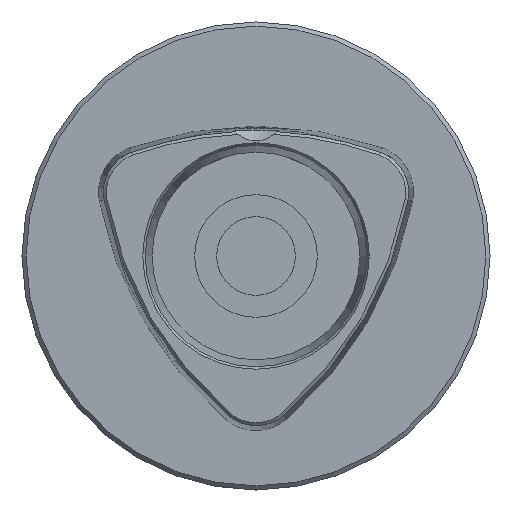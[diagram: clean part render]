
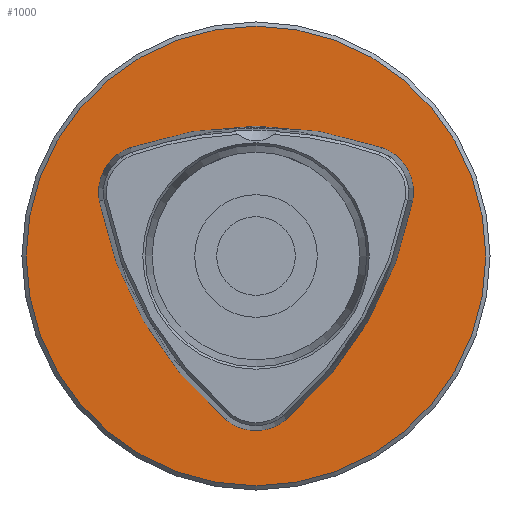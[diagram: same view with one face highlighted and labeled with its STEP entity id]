
A CAD part, left-side view. The second image highlights one B-rep face of the part: STEP entity #1000.
In plain terms, the highlighted planar face has unit normal (-1, 0, 0).
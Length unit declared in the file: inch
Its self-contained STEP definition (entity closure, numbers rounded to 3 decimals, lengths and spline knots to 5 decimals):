
#26=FACE_BOUND('',#299,.T.);
#232=FACE_OUTER_BOUND('',#298,.T.);
#298=EDGE_LOOP('',(#816));
#299=EDGE_LOOP('',(#817,#818,#819,#820,#821,#822));
#364=CIRCLE('',#1127,1.218);
#365=CIRCLE('',#1129,0.25);
#366=CIRCLE('',#1130,2.);
#367=CIRCLE('',#1131,0.25);
#368=CIRCLE('',#1132,2.);
#369=CIRCLE('',#1133,0.25);
#370=CIRCLE('',#1134,2.);
#455=VERTEX_POINT('',#1730);
#456=VERTEX_POINT('',#1734);
#457=VERTEX_POINT('',#1735);
#458=VERTEX_POINT('',#1737);
#459=VERTEX_POINT('',#1739);
#460=VERTEX_POINT('',#1741);
#461=VERTEX_POINT('',#1743);
#579=EDGE_CURVE('',#455,#455,#364,.T.);
#581=EDGE_CURVE('',#456,#457,#365,.T.);
#582=EDGE_CURVE('',#458,#456,#366,.T.);
#583=EDGE_CURVE('',#459,#458,#367,.T.);
#584=EDGE_CURVE('',#460,#459,#368,.T.);
#585=EDGE_CURVE('',#461,#460,#369,.T.);
#586=EDGE_CURVE('',#457,#461,#370,.T.);
#816=ORIENTED_EDGE('',*,*,#579,.F.);
#817=ORIENTED_EDGE('',*,*,#581,.F.);
#818=ORIENTED_EDGE('',*,*,#582,.F.);
#819=ORIENTED_EDGE('',*,*,#583,.F.);
#820=ORIENTED_EDGE('',*,*,#584,.F.);
#821=ORIENTED_EDGE('',*,*,#585,.F.);
#822=ORIENTED_EDGE('',*,*,#586,.F.);
#960=PLANE('',#1128);
#1000=ADVANCED_FACE('',(#232,#26),#960,.F.);
#1127=AXIS2_PLACEMENT_3D('',#1731,#1395,#1396);
#1128=AXIS2_PLACEMENT_3D('',#1733,#1398,#1399);
#1129=AXIS2_PLACEMENT_3D('',#1736,#1400,#1401);
#1130=AXIS2_PLACEMENT_3D('',#1738,#1402,#1403);
#1131=AXIS2_PLACEMENT_3D('',#1740,#1404,#1405);
#1132=AXIS2_PLACEMENT_3D('',#1742,#1406,#1407);
#1133=AXIS2_PLACEMENT_3D('',#1744,#1408,#1409);
#1134=AXIS2_PLACEMENT_3D('',#1745,#1410,#1411);
#1395=DIRECTION('center_axis',(1.,0.,0.));
#1396=DIRECTION('ref_axis',(0.,0.,1.));
#1398=DIRECTION('center_axis',(1.,0.,0.));
#1399=DIRECTION('ref_axis',(0.,0.,-1.));
#1400=DIRECTION('center_axis',(-1.,0.,0.));
#1401=DIRECTION('ref_axis',(0.,0.,1.));
#1402=DIRECTION('center_axis',(-1.,0.,0.));
#1403=DIRECTION('ref_axis',(0.,0.,-1.));
#1404=DIRECTION('center_axis',(-1.,0.,0.));
#1405=DIRECTION('ref_axis',(0.,0.,-1.));
#1406=DIRECTION('center_axis',(-1.,0.,0.));
#1407=DIRECTION('ref_axis',(0.,0.,-1.));
#1408=DIRECTION('center_axis',(-1.,0.,0.));
#1409=DIRECTION('ref_axis',(0.,0.,-1.));
#1410=DIRECTION('center_axis',(-1.,0.,0.));
#1411=DIRECTION('ref_axis',(0.,0.,1.));
#1730=CARTESIAN_POINT('',(0.,0.,-1.218));
#1731=CARTESIAN_POINT('Origin',(0.,0.,0.));
#1733=CARTESIAN_POINT('Origin',(0.,0.325,0.));
#1734=CARTESIAN_POINT('',(0.,0.16232,-0.86514));
#1735=CARTESIAN_POINT('',(0.,-0.16232,-0.86514));
#1736=CARTESIAN_POINT('Origin',(0.,0.,-0.675));
#1737=CARTESIAN_POINT('',(0.,0.83039,0.292));
#1738=CARTESIAN_POINT('Origin',(0.,-1.13621,0.65599));
#1739=CARTESIAN_POINT('',(0.,0.66808,0.57314));
#1740=CARTESIAN_POINT('Origin',(0.,0.58457,0.3375));
#1741=CARTESIAN_POINT('',(0.,-0.66808,0.57314));
#1742=CARTESIAN_POINT('Origin',(0.,0.,-1.31198));
#1743=CARTESIAN_POINT('',(0.,-0.83039,0.292));
#1744=CARTESIAN_POINT('Origin',(0.,-0.58457,0.3375));
#1745=CARTESIAN_POINT('Origin',(0.,1.13621,0.65599));
